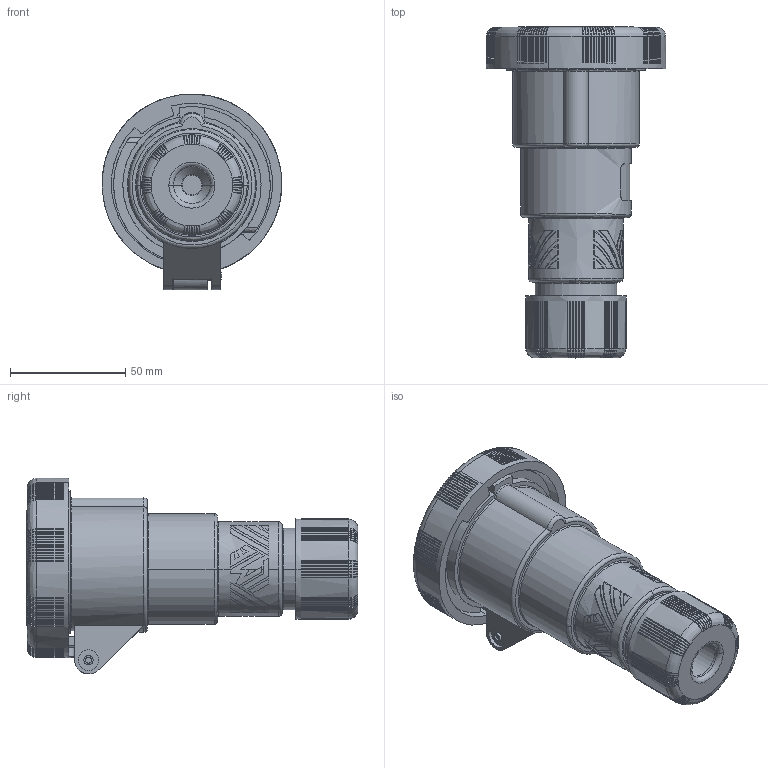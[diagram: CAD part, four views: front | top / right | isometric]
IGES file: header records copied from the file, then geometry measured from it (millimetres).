
Start section: Elysium IGES Interface
Global section: file name: PEW_1664_PV.igs; native system: SolidDesigner 16.00A  16-Aug-2008; preprocessor: CoCreate IGES_3D V2.2; author: Unknown; organization: Unknown; date: 20100426.095756; units: millimetre
Bounding box: 77.89 x 144.03 x 84.97 mm (x, y, z)
Volume: 224578.2 mm3; surface area: 83405.7 mm2
Topology: 2 solids, 5 shells, 1605 faces, 4287 edges, 2404 vertices
Faces by surface type: bspline 1605
